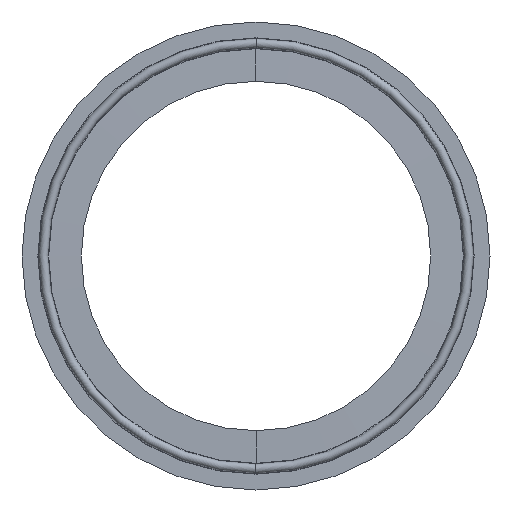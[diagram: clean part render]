
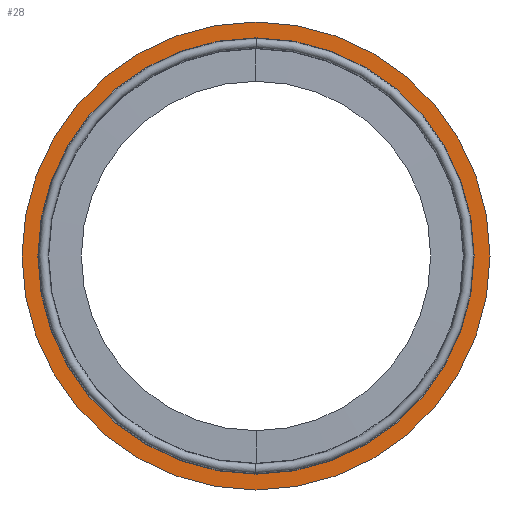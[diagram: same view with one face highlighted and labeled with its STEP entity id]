
A CAD part, left-side view. The second image highlights one B-rep face of the part: STEP entity #28.
In plain terms, the highlighted planar face has unit normal (-1, 0, 0).
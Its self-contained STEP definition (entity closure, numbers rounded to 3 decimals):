
#28 = ADVANCED_FACE ( 'NONE', ( #393, #49 ), #320, .F. ) ;
#49 = FACE_OUTER_BOUND ( 'NONE', #321, .T. ) ;
#127 = AXIS2_PLACEMENT_3D ( 'NONE', #407, #749, #480 ) ;
#131 = ORIENTED_EDGE ( 'NONE', *, *, #193, .T. ) ;
#167 = AXIS2_PLACEMENT_3D ( 'NONE', #688, #273, #400 ) ;
#168 = CARTESIAN_POINT ( 'NONE',  ( -0.9, 0., 0. ) ) ;
#188 = CIRCLE ( 'NONE', #731, 56.4 ) ;
#193 = EDGE_CURVE ( 'NONE', #636, #419, #637, .T. ) ;
#196 = CARTESIAN_POINT ( 'NONE',  ( -0.9, 0., 60.5 ) ) ;
#214 = AXIS2_PLACEMENT_3D ( 'NONE', #168, #863, #514 ) ;
#219 = DIRECTION ( 'NONE',  ( 1., 0., 0. ) ) ;
#253 = VERTEX_POINT ( 'NONE', #605 ) ;
#258 = DIRECTION ( 'NONE',  ( 1., 0., 0. ) ) ;
#273 = DIRECTION ( 'NONE',  ( 1., 0., 0. ) ) ;
#320 = PLANE ( 'NONE',  #533 ) ;
#321 = EDGE_LOOP ( 'NONE', ( #705, #131 ) ) ;
#336 = CARTESIAN_POINT ( 'NONE',  ( -0.9, 0., -60.5 ) ) ;
#350 = DIRECTION ( 'NONE',  ( 0., 0., -1. ) ) ;
#356 = CARTESIAN_POINT ( 'NONE',  ( -0.9, 0., 56.4 ) ) ;
#363 = CARTESIAN_POINT ( 'NONE',  ( -0.9, 0., 0. ) ) ;
#383 = EDGE_CURVE ( 'NONE', #526, #253, #557, .T. ) ;
#393 = FACE_BOUND ( 'NONE', #458, .T. ) ;
#400 = DIRECTION ( 'NONE',  ( 0., 0., -1. ) ) ;
#407 = CARTESIAN_POINT ( 'NONE',  ( -0.9, 0., 0. ) ) ;
#419 = VERTEX_POINT ( 'NONE', #196 ) ;
#458 = EDGE_LOOP ( 'NONE', ( #497, #500 ) ) ;
#480 = DIRECTION ( 'NONE',  ( 0., 0., 1. ) ) ;
#497 = ORIENTED_EDGE ( 'NONE', *, *, #520, .T. ) ;
#500 = ORIENTED_EDGE ( 'NONE', *, *, #383, .T. ) ;
#514 = DIRECTION ( 'NONE',  ( 0., 0., 1. ) ) ;
#516 = CIRCLE ( 'NONE', #214, 60.5 ) ;
#520 = EDGE_CURVE ( 'NONE', #253, #526, #188, .T. ) ;
#526 = VERTEX_POINT ( 'NONE', #356 ) ;
#530 = DIRECTION ( 'NONE',  ( 0., 0., -1. ) ) ;
#533 = AXIS2_PLACEMENT_3D ( 'NONE', #602, #258, #530 ) ;
#557 = CIRCLE ( 'NONE', #167, 56.4 ) ;
#602 = CARTESIAN_POINT ( 'NONE',  ( -0.9, 56.2, 0. ) ) ;
#605 = CARTESIAN_POINT ( 'NONE',  ( -0.9, 0., -56.4 ) ) ;
#636 = VERTEX_POINT ( 'NONE', #336 ) ;
#637 = CIRCLE ( 'NONE', #127, 60.5 ) ;
#688 = CARTESIAN_POINT ( 'NONE',  ( -0.9, 0., 0. ) ) ;
#705 = ORIENTED_EDGE ( 'NONE', *, *, #787, .T. ) ;
#731 = AXIS2_PLACEMENT_3D ( 'NONE', #363, #219, #350 ) ;
#749 = DIRECTION ( 'NONE',  ( -1., 0., 0. ) ) ;
#787 = EDGE_CURVE ( 'NONE', #419, #636, #516, .T. ) ;
#863 = DIRECTION ( 'NONE',  ( -1., 0., 0. ) ) ;
